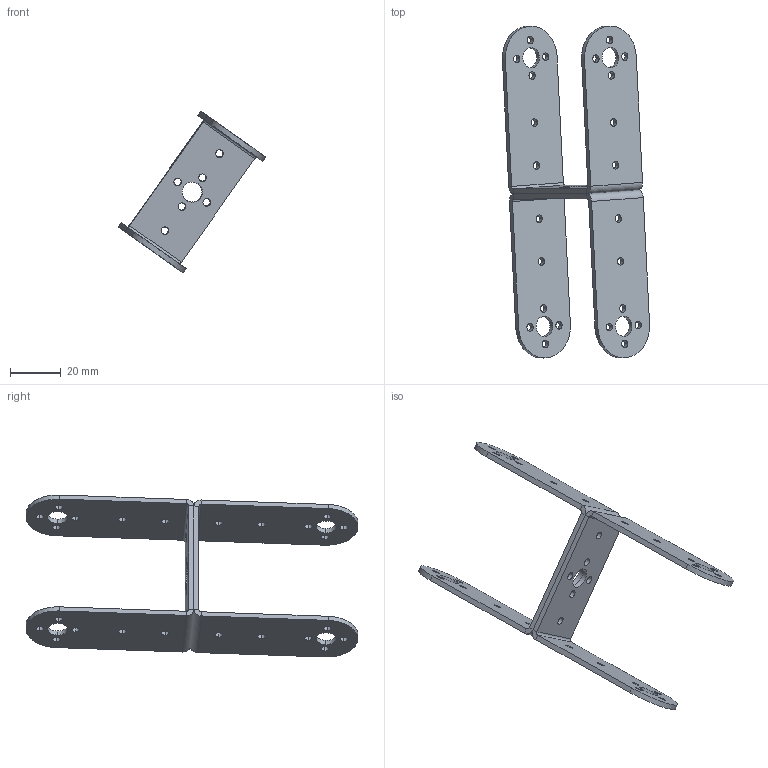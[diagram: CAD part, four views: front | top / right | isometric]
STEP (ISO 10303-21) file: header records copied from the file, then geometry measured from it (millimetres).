
FILE_DESCRIPTION (( 'STEP AP203' ), '1' );
FILE_NAME ('Eslabon1Manipulador_6R_Predeterminado_sldprt.STEP', '2020-07-02T21:41:56', ( '' ), ( '' ), 'SwSTEP 2.0', 'SolidWorks 2020', '' );
FILE_SCHEMA (( 'CONFIG_CONTROL_DESIGN' ));
Length unit declared in the file: millimetre
Products named in the file (1): Eslabon1Manipulador_6R_Predeterminado_sldprt
Bounding box: 57.98 x 130.76 x 63.85 mm (x, y, z)
Volume: 16479.7 mm3; surface area: 19024.3 mm2
Topology: 2 solids, 2 shells, 128 faces, 340 edges, 216 vertices
Faces by surface type: cylinder 96, plane 32
Entity records: 4283 total; most frequent: DIRECTION 790, CARTESIAN_POINT 685, ORIENTED_EDGE 680, EDGE_CURVE 340, AXIS2_PLACEMENT_3D 321, VERTEX_POINT 216, EDGE_LOOP 212, CIRCLE 192
